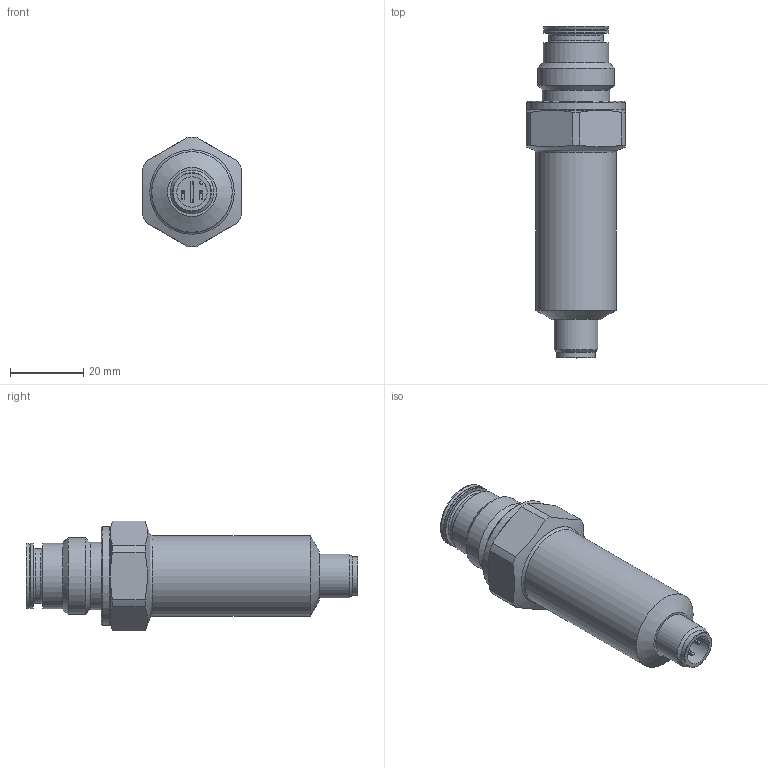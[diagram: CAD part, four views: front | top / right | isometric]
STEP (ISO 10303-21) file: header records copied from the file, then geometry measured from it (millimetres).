
FILE_DESCRIPTION( ( 'Pressure connector complete DN38_ISO2852_flush to Ole Nielsen' ), '1' );
FILE_NAME( 'PBMx_xxxxxxxx1446xxx.stp', '3.11.2011', ( 'Daniel Bosshard' ), ( 'Baumer electric AG, Process Instrumentation, CH8501 Frauenfeld' ), 'PSStep 14.0', 'Solid Edge ST3', ' ' );
FILE_SCHEMA( ( 'AUTOMOTIVE_DESIGN { 1 0 10303 214 1 1 1 1 }' ) );
Length unit declared in the file: millimetre
Products named in the file (1): 142551
Bounding box: 27 x 90.6 x 30 mm (x, y, z)
Volume: 31373.7 mm3; surface area: 8260.4 mm2
Topology: 1 solids, 2 shells, 139 faces, 360 edges, 234 vertices
Faces by surface type: plane 74, cylinder 40, cone 16, torus 9
Full cylindrical faces by diameter (mm): 8.3 x1, 9.4 x1, 9.45 x1, 9.5 x1, 10.5 x1, 12 x1, 15 x1, 18 x3, 18.4 x1, 20.955 x1, 22 x1, 24 x1, 26.9 x1
Entity records: 5188 total; most frequent: CARTESIAN_POINT 802, DIRECTION 680, ORIENTED_EDGE 634, EDGE_CURVE 317, AXIS2_PLACEMENT_3D 247, VERTEX_POINT 225, LINE 186, VECTOR 186
